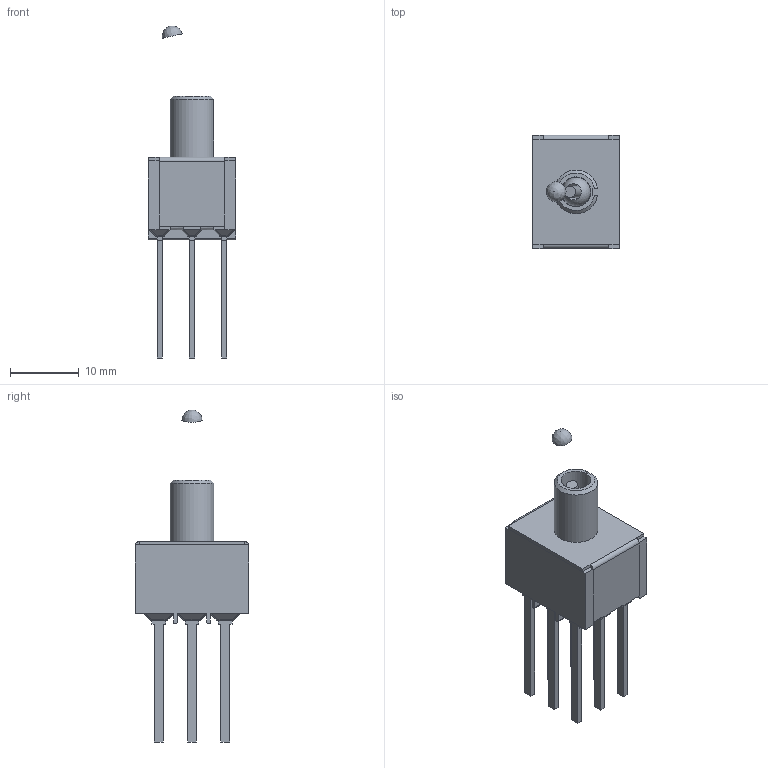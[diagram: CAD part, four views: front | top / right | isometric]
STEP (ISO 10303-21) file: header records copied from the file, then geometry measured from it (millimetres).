
FILE_DESCRIPTION(/* description */ (''),/* implementation_level */ '2;1');
FILE_NAME(/* name */ '1003PxT1B1M51xE.stp',/* time_stamp */ '2025-04-30T13:07:58-05:00',/* author */ ('mroman'),/* organization */ (''),/* preprocessor_version */ 'ST-DEVELOPER v18.1',/* originating_system */ 'Autodesk Inventor 2022',/* authorisation */ '');
FILE_SCHEMA (('AUTOMOTIVE_DESIGN { 1 0 10303 214 3 1 1 }'));
Length unit declared in the file: inch
Products named in the file (1): 1003PxT1B1M51xE
Bounding box: 12.7 x 16.51 x 48.36 mm (x, y, z)
Volume: 2699.2 mm3; surface area: 2364.3 mm2
Topology: 1 solids, 3 shells, 393 faces, 1020 edges, 600 vertices
Faces by surface type: plane 261, cylinder 91, sphere 37, cone 3, bspline 1
Full cylindrical faces by diameter (mm): 1.65 x1, 4.35 x1
Entity records: 11634 total; most frequent: CARTESIAN_POINT 2061, DIRECTION 2011, ORIENTED_EDGE 1968, EDGE_CURVE 984, LINE 733, VECTOR 733, AXIS2_PLACEMENT_3D 639, VERTEX_POINT 600
